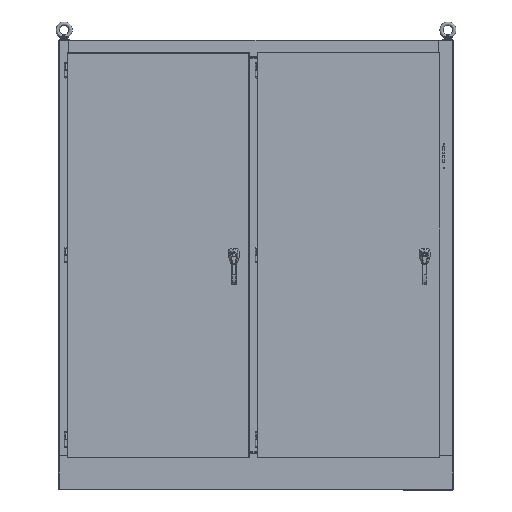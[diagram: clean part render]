
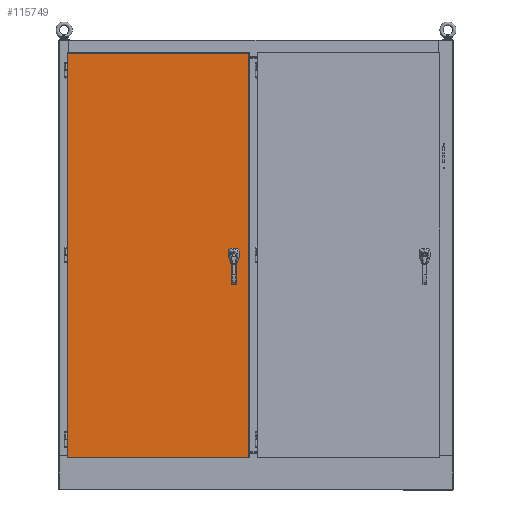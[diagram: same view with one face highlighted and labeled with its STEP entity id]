
A CAD part, top view. The second image highlights one B-rep face of the part: STEP entity #115749.
In plain terms, the highlighted face is planar.
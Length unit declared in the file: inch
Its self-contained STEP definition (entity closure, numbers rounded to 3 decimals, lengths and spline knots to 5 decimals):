
#1971 = LINE ( 'NONE', #61425, #157272 ) ;
#6063 = VERTEX_POINT ( 'NONE', #116088 ) ;
#12791 = LINE ( 'NONE', #133543, #71256 ) ;
#16113 = EDGE_CURVE ( 'NONE', #102348, #6063, #108562, .T. ) ;
#16920 = CARTESIAN_POINT ( 'NONE',  ( 1.52986, -19.36831, 6.40516 ) ) ;
#19601 = LINE ( 'NONE', #16920, #120837 ) ;
#23585 = CARTESIAN_POINT ( 'NONE',  ( 1.52986, -19.36831, 87.5302 ) ) ;
#26700 = EDGE_CURVE ( 'NONE', #6063, #108621, #12791, .T. ) ;
#30785 = DIRECTION ( 'NONE',  ( 1., 0., 0. ) ) ;
#50257 = FACE_OUTER_BOUND ( 'NONE', #63134, .T. ) ;
#61425 = CARTESIAN_POINT ( 'NONE',  ( 1.52986, -19.36831, 87.5302 ) ) ;
#63134 = EDGE_LOOP ( 'NONE', ( #131024, #134610, #92083, #107577 ) ) ;
#71256 = VECTOR ( 'NONE', #104159, 39.37008 ) ;
#75839 = DIRECTION ( 'NONE',  ( 0., 0., -1. ) ) ;
#76658 = CARTESIAN_POINT ( 'NONE',  ( 1.52986, -19.36831, 87.5302 ) ) ;
#92083 = ORIENTED_EDGE ( 'NONE', *, *, #26700, .F. ) ;
#96482 = CARTESIAN_POINT ( 'NONE',  ( 0., -19.36831, 0. ) ) ;
#102037 = CARTESIAN_POINT ( 'NONE',  ( 38.02984, -19.36831, 6.40516 ) ) ;
#102348 = VERTEX_POINT ( 'NONE', #76658 ) ;
#104159 = DIRECTION ( 'NONE',  ( 0., 0., -1. ) ) ;
#107577 = ORIENTED_EDGE ( 'NONE', *, *, #16113, .F. ) ;
#108218 = VERTEX_POINT ( 'NONE', #133027 ) ;
#108562 = LINE ( 'NONE', #23585, #143148 ) ;
#108621 = VERTEX_POINT ( 'NONE', #102037 ) ;
#109662 = PLANE ( 'NONE',  #112092 ) ;
#112092 = AXIS2_PLACEMENT_3D ( 'NONE', #96482, #178443, #152486 ) ;
#115749 = ADVANCED_FACE ( 'NONE', ( #50257 ), #109662, .T. ) ;
#116088 = CARTESIAN_POINT ( 'NONE',  ( 38.02984, -19.36831, 87.5302 ) ) ;
#120837 = VECTOR ( 'NONE', #30785, 39.37008 ) ;
#123239 = EDGE_CURVE ( 'NONE', #108218, #108621, #19601, .T. ) ;
#131024 = ORIENTED_EDGE ( 'NONE', *, *, #169035, .T. ) ;
#133027 = CARTESIAN_POINT ( 'NONE',  ( 1.52986, -19.36831, 6.40516 ) ) ;
#133543 = CARTESIAN_POINT ( 'NONE',  ( 38.02984, -19.36831, 87.5302 ) ) ;
#134610 = ORIENTED_EDGE ( 'NONE', *, *, #123239, .T. ) ;
#143148 = VECTOR ( 'NONE', #174332, 39.37008 ) ;
#152486 = DIRECTION ( 'NONE',  ( 1., 0., 0. ) ) ;
#157272 = VECTOR ( 'NONE', #75839, 39.37008 ) ;
#169035 = EDGE_CURVE ( 'NONE', #102348, #108218, #1971, .T. ) ;
#174332 = DIRECTION ( 'NONE',  ( 1., 0., 0. ) ) ;
#178443 = DIRECTION ( 'NONE',  ( 0., -1., 0. ) ) ;
